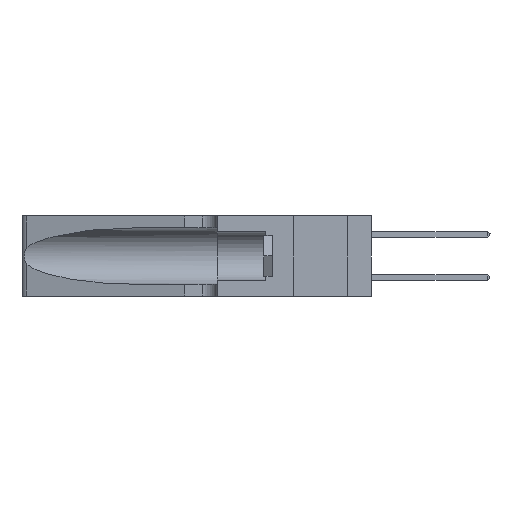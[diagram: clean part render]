
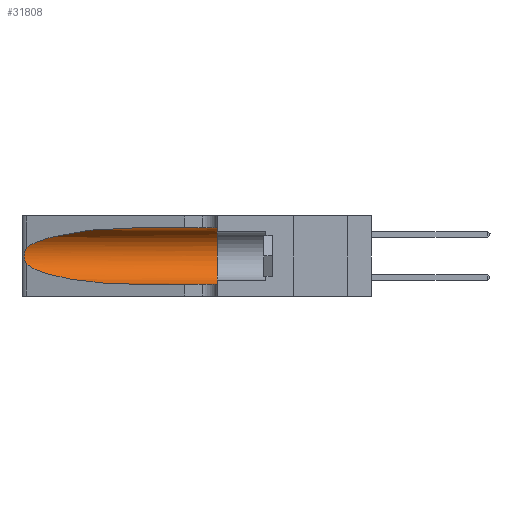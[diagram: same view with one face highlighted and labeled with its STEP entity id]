
A CAD part, left-side view. The second image highlights one B-rep face of the part: STEP entity #31808.
In plain terms, the highlighted cylindrical face has radius 3.308 mm (diameter 6.617 mm), a partial arc.
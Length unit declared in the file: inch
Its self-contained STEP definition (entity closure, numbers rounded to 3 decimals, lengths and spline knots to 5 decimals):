
#506 = EDGE_CURVE ( 'NONE', #12979, #16534, #40445, .T. ) ;
#1134 = CYLINDRICAL_SURFACE ( 'NONE', #21794, 0.13025 ) ;
#1448 = CARTESIAN_POINT ( 'NONE',  ( 0.2373, 1.15595, 0.08982 ) ) ;
#1958 = CARTESIAN_POINT ( 'NONE',  ( 0.25789, 1.23486, 0.15765 ) ) ;
#2101 = CARTESIAN_POINT ( 'NONE',  ( 0.25555, 1.22993, 0.14849 ) ) ;
#2249 = CARTESIAN_POINT ( 'NONE',  ( 0.26075, 1.23896, 0.178 ) ) ;
#2705 = CARTESIAN_POINT ( 'NONE',  ( 0.1305, 0.35, 0.31525 ) ) ;
#2727 = DIRECTION ( 'NONE',  ( 0., -1., 0. ) ) ;
#2987 = VERTEX_POINT ( 'NONE', #16964 ) ;
#3619 = CARTESIAN_POINT ( 'NONE',  ( 0.2373, 1.15595, 0.28018 ) ) ;
#4364 = VERTEX_POINT ( 'NONE', #29348 ) ;
#4369 = LINE ( 'NONE', #43393, #28660 ) ;
#4834 = CARTESIAN_POINT ( 'NONE',  ( 0.25487, 1.22718, 0.22369 ) ) ;
#5754 = CARTESIAN_POINT ( 'NONE',  ( 0.26075, 1.23896, 0.19203 ) ) ;
#7073 = VECTOR ( 'NONE', #21334, 39.37008 ) ;
#8794 = ORIENTED_EDGE ( 'NONE', *, *, #37175, .F. ) ;
#9121 = CARTESIAN_POINT ( 'NONE',  ( 0.25856, 1.23593, 0.16098 ) ) ;
#11126 = CARTESIAN_POINT ( 'NONE',  ( 0.1305, 0.72297, 0.05475 ) ) ;
#11420 = CARTESIAN_POINT ( 'NONE',  ( 0.25555, 1.22994, 0.2215 ) ) ;
#12193 = CARTESIAN_POINT ( 'NONE',  ( 0.25787, 1.23484, 0.2124 ) ) ;
#12294 = CARTESIAN_POINT ( 'NONE',  ( 0.25487, 1.22718, 0.14631 ) ) ;
#12830 = CARTESIAN_POINT ( 'NONE',  ( 0.1305, 1.61858, 0.185 ) ) ;
#12979 = VERTEX_POINT ( 'NONE', #2705 ) ;
#13026 = ORIENTED_EDGE ( 'NONE', *, *, #27140, .T. ) ;
#13397 = EDGE_CURVE ( 'NONE', #16707, #37235, #30485, .T. ) ;
#15100 = CARTESIAN_POINT ( 'NONE',  ( 0.18966, 0.96281, 0.05475 ) ) ;
#16450 = LINE ( 'NONE', #35550, #7073 ) ;
#16534 = VERTEX_POINT ( 'NONE', #44232 ) ;
#16707 = VERTEX_POINT ( 'NONE', #38481 ) ;
#16964 = CARTESIAN_POINT ( 'NONE',  ( 0.1305, 0.72297, 0.31525 ) ) ;
#19117 = CARTESIAN_POINT ( 'NONE',  ( 0.1305, 0.72297, 0.05475 ) ) ;
#21334 = DIRECTION ( 'NONE',  ( 0., -1., 0. ) ) ;
#21641 = AXIS2_PLACEMENT_3D ( 'NONE', #39285, #41272, #38873 ) ;
#21794 = AXIS2_PLACEMENT_3D ( 'NONE', #12830, #2727, #27494 ) ;
#22997 = CARTESIAN_POINT ( 'NONE',  ( 0.25487, 1.22718, 0.14631 ) ) ;
#23156 = CARTESIAN_POINT ( 'NONE',  ( 0.26017, 1.23833, 0.17102 ) ) ;
#27140 = EDGE_CURVE ( 'NONE', #4364, #16707, #35870, .T. ) ;
#27494 = DIRECTION ( 'NONE',  ( 0., 0., -1. ) ) ;
#27954 = CARTESIAN_POINT ( 'NONE',  ( 0.18966, 0.96281, 0.31525 ) ) ;
#28576 = CARTESIAN_POINT ( 'NONE',  ( 0.1305, 0.72297, 0.31525 ) ) ;
#28660 = VECTOR ( 'NONE', #29197, 39.37008 ) ;
#29197 = DIRECTION ( 'NONE',  ( 0., -1., 0. ) ) ;
#29348 = CARTESIAN_POINT ( 'NONE',  ( 0.25487, 1.22718, 0.22369 ) ) ;
#30485 =( BOUNDED_CURVE ( )  B_SPLINE_CURVE ( 3, ( #12294, #1448, #15100, #19117 ),
 .UNSPECIFIED., .F., .T. ) 
 B_SPLINE_CURVE_WITH_KNOTS ( ( 4, 4 ),
 ( 3.44316, 4.71239 ),
 .UNSPECIFIED. ) 
 CURVE ( )  GEOMETRIC_REPRESENTATION_ITEM ( )  RATIONAL_B_SPLINE_CURVE ( ( 1., 0.87, 0.87, 1. ) ) 
 REPRESENTATION_ITEM ( '' )  );
#31045 = ORIENTED_EDGE ( 'NONE', *, *, #43207, .T. ) ;
#31808 = ADVANCED_FACE ( 'NONE', ( #32541 ), #1134, .F. ) ;
#32213 = EDGE_CURVE ( 'NONE', #37235, #16534, #4369, .T. ) ;
#32541 = FACE_OUTER_BOUND ( 'NONE', #33418, .T. ) ;
#33418 = EDGE_LOOP ( 'NONE', ( #31045, #13026, #35801, #34611, #36334, #8794 ) ) ;
#33672 = CARTESIAN_POINT ( 'NONE',  ( 0.25639, 1.23184, 0.21858 ) ) ;
#33975 = CARTESIAN_POINT ( 'NONE',  ( 0.25854, 1.2359, 0.20912 ) ) ;
#34611 = ORIENTED_EDGE ( 'NONE', *, *, #32213, .T. ) ;
#35550 = CARTESIAN_POINT ( 'NONE',  ( 0.1305, 1.61858, 0.31525 ) ) ;
#35801 = ORIENTED_EDGE ( 'NONE', *, *, #13397, .T. ) ;
#35870 = B_SPLINE_CURVE_WITH_KNOTS ( 'NONE', 3,
 ( #4834, #11420, #33672, #12193, #33975, #44502, #5754, #2249, #23156, #9121, #1958, #44334, #2101, #22997 ),
 .UNSPECIFIED., .F., .F.,
 ( 4, 2, 2, 2, 2, 2, 4 ),
 ( 0., 0.00027, 0.00053, 0.00107, 0.0016, 0.00187, 0.00214 ),
 .UNSPECIFIED. ) ;
#36334 = ORIENTED_EDGE ( 'NONE', *, *, #506, .F. ) ;
#37175 = EDGE_CURVE ( 'NONE', #2987, #12979, #16450, .T. ) ;
#37235 = VERTEX_POINT ( 'NONE', #11126 ) ;
#38481 = CARTESIAN_POINT ( 'NONE',  ( 0.25487, 1.22718, 0.14631 ) ) ;
#38873 = DIRECTION ( 'NONE',  ( 0., 0., 1. ) ) ;
#38923 = CARTESIAN_POINT ( 'NONE',  ( 0.25487, 1.22718, 0.22369 ) ) ;
#39285 = CARTESIAN_POINT ( 'NONE',  ( 0.1305, 0.35, 0.185 ) ) ;
#40445 = CIRCLE ( 'NONE', #21641, 0.13025 ) ;
#40702 =( BOUNDED_CURVE ( )  B_SPLINE_CURVE ( 3, ( #28576, #27954, #3619, #38923 ),
 .UNSPECIFIED., .F., .F. ) 
 B_SPLINE_CURVE_WITH_KNOTS ( ( 4, 4 ),
 ( 1.5708, 2.84003 ),
 .UNSPECIFIED. ) 
 CURVE ( )  GEOMETRIC_REPRESENTATION_ITEM ( )  RATIONAL_B_SPLINE_CURVE ( ( 1., 0.87, 0.87, 1. ) ) 
 REPRESENTATION_ITEM ( '' )  );
#41272 = DIRECTION ( 'NONE',  ( 0., 1., 0. ) ) ;
#43207 = EDGE_CURVE ( 'NONE', #2987, #4364, #40702, .T. ) ;
#43393 = CARTESIAN_POINT ( 'NONE',  ( 0.1305, 1.61858, 0.05475 ) ) ;
#44232 = CARTESIAN_POINT ( 'NONE',  ( 0.1305, 0.35, 0.05475 ) ) ;
#44334 = CARTESIAN_POINT ( 'NONE',  ( 0.25639, 1.23186, 0.15144 ) ) ;
#44502 = CARTESIAN_POINT ( 'NONE',  ( 0.26018, 1.23835, 0.19895 ) ) ;
